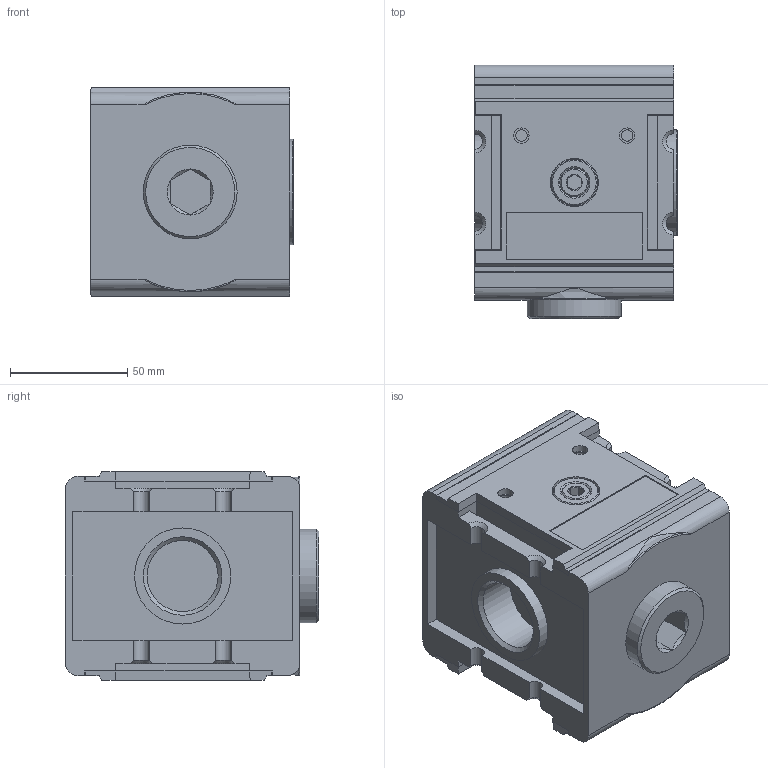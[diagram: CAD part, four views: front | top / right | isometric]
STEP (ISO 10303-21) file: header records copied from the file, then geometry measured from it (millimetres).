
FILE_DESCRIPTION( ( 'STEP AP203' ), ' ' );
FILE_NAME( '9.4045.200.stp', '2017-04-11T08:06:48', ( '' ), ( '' ), ' ', 'PARTsolutions', ' ' );
FILE_SCHEMA( ( 'CONFIG_CONTROL_DESIGN' ) );
Length unit declared in the file: millimetre
Products named in the file (2): 9.4045.200; _T.45-P1
Assembly tree (1 placements, depth 2):
  9.4045.200
    _T.45-P1
Bounding box: 86.5 x 108.01 x 89 mm (x, y, z)
Volume: 656605.8 mm3; surface area: 68106.7 mm2
Topology: 1 solids, 2 shells, 299 faces, 711 edges, 462 vertices
Faces by surface type: plane 206, cylinder 54, cone 32, torus 7
Full cylindrical faces by diameter (mm): 4.917 x7, 6.5 x4, 8.5 x4, 10 x4, 19.678 x2, 20.5 x2, 30.291 x2, 36.2 x1, 40 x1, 41 x2, 45 x1
Entity records: 8569 total; most frequent: CARTESIAN_POINT 1740, DIRECTION 1372, ORIENTED_EDGE 1302, EDGE_CURVE 651, LINE 468, VECTOR 468, VERTEX_POINT 456, AXIS2_PLACEMENT_3D 452
